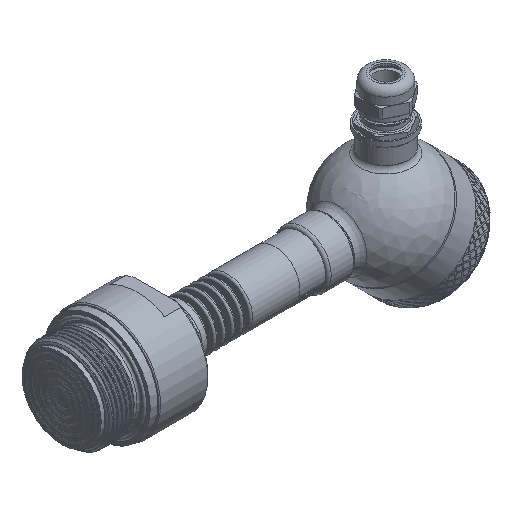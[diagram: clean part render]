
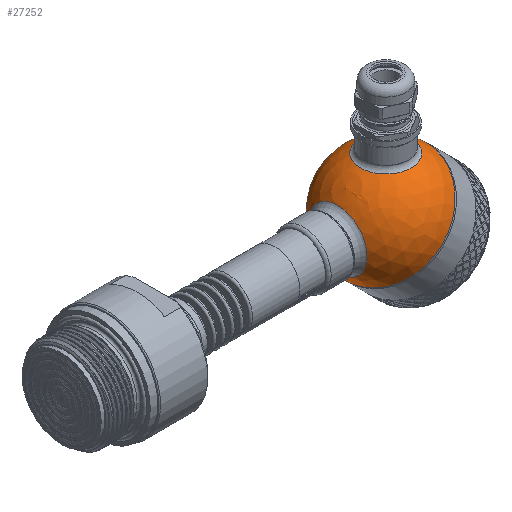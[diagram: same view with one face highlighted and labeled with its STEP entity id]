
A CAD part, isometric view. The second image highlights one B-rep face of the part: STEP entity #27252.
In plain terms, the highlighted spherical face has radius 30 mm.
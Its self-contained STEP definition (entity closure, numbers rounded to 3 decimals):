
#16=SPHERICAL_SURFACE('',#29047,30.);
#1139=FACE_BOUND('',#4297,.T.);
#1140=FACE_BOUND('',#4298,.T.);
#2514=FACE_OUTER_BOUND('',#4296,.T.);
#4296=EDGE_LOOP('',(#20898,#20899,#20900,#20901));
#4297=EDGE_LOOP('',(#20902));
#4298=EDGE_LOOP('',(#20903));
#5912=CIRCLE('',#29044,15.643);
#5915=CIRCLE('',#29048,30.);
#5916=CIRCLE('',#29049,30.);
#5917=CIRCLE('',#29050,30.);
#5918=CIRCLE('',#29051,13.5);
#11563=VERTEX_POINT('',#48107);
#11565=VERTEX_POINT('',#48113);
#11566=VERTEX_POINT('',#48114);
#11567=VERTEX_POINT('',#48116);
#11568=VERTEX_POINT('',#48119);
#14974=EDGE_CURVE('',#11563,#11563,#5912,.T.);
#14977=EDGE_CURVE('',#11565,#11566,#5915,.T.);
#14978=EDGE_CURVE('',#11565,#11567,#5916,.T.);
#14979=EDGE_CURVE('',#11566,#11565,#5917,.T.);
#14980=EDGE_CURVE('',#11568,#11568,#5918,.T.);
#20898=ORIENTED_EDGE('',*,*,#14977,.F.);
#20899=ORIENTED_EDGE('',*,*,#14978,.T.);
#20900=ORIENTED_EDGE('',*,*,#14978,.F.);
#20901=ORIENTED_EDGE('',*,*,#14979,.F.);
#20902=ORIENTED_EDGE('',*,*,#14974,.F.);
#20903=ORIENTED_EDGE('',*,*,#14980,.F.);
#27252=ADVANCED_FACE('',(#2514,#1139,#1140),#16,.T.);
#29044=AXIS2_PLACEMENT_3D('',#48108,#31476,#31477);
#29047=AXIS2_PLACEMENT_3D('',#48112,#31482,#31483);
#29048=AXIS2_PLACEMENT_3D('',#48115,#31484,#31485);
#29049=AXIS2_PLACEMENT_3D('',#48117,#31486,#31487);
#29050=AXIS2_PLACEMENT_3D('',#48118,#31488,#31489);
#29051=AXIS2_PLACEMENT_3D('',#48120,#31490,#31491);
#31476=DIRECTION('center_axis',(-0.707,0.,0.707));
#31477=DIRECTION('ref_axis',(0.707,0.,0.707));
#31482=DIRECTION('center_axis',(1.,0.,0.));
#31483=DIRECTION('ref_axis',(0.,-1.,0.));
#31484=DIRECTION('center_axis',(1.,0.,0.));
#31485=DIRECTION('ref_axis',(0.,1.,0.));
#31486=DIRECTION('center_axis',(0.,0.,1.));
#31487=DIRECTION('ref_axis',(0.,1.,0.));
#31488=DIRECTION('center_axis',(1.,0.,0.));
#31489=DIRECTION('ref_axis',(0.,1.,0.));
#31490=DIRECTION('center_axis',(-0.707,0.,-0.707));
#31491=DIRECTION('ref_axis',(-0.707,0.,0.707));
#48107=CARTESIAN_POINT('',(-29.162,0.,7.04));
#48108=CARTESIAN_POINT('Origin',(-18.101,0.,18.101));
#48112=CARTESIAN_POINT('Origin',(0.,0.,0.));
#48113=CARTESIAN_POINT('',(0.,30.,0.));
#48114=CARTESIAN_POINT('',(0.,-30.,0.));
#48115=CARTESIAN_POINT('Origin',(0.,0.,0.));
#48116=CARTESIAN_POINT('',(-30.,0.,0.));
#48117=CARTESIAN_POINT('Origin',(0.,0.,0.));
#48118=CARTESIAN_POINT('Origin',(0.,0.,0.));
#48119=CARTESIAN_POINT('',(-9.398,0.,-28.49));
#48120=CARTESIAN_POINT('Origin',(-18.944,0.,-18.944));
